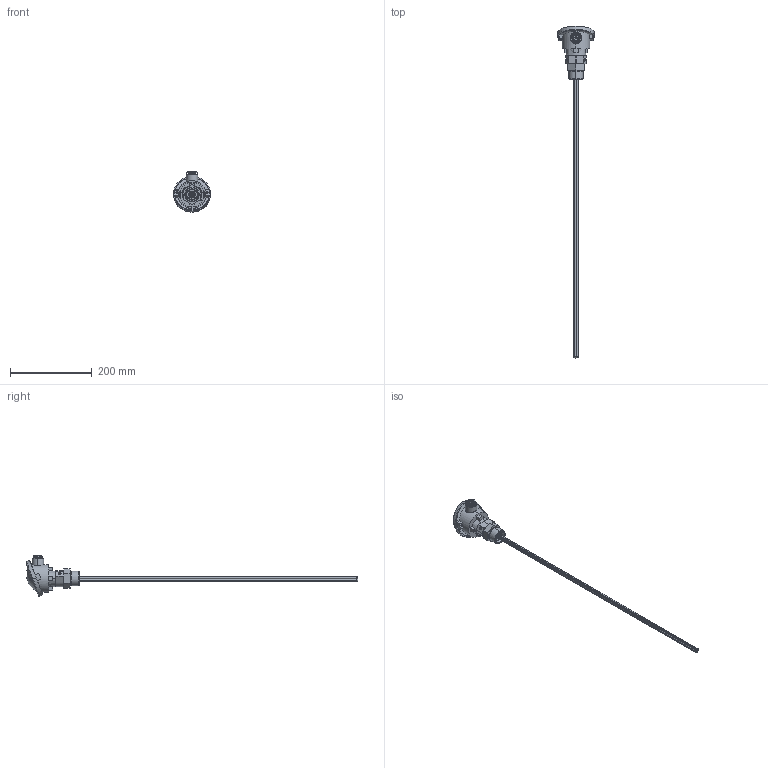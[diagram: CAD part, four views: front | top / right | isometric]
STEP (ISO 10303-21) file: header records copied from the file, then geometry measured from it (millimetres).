
FILE_DESCRIPTION (( 'STEP AP214' ), '1' );
FILE_NAME ('13-2003-SW41.STEP', '2023-10-12T07:42:46', ( '' ), ( '' ), 'SwSTEP 2.0', 'SolidWorks 2022', '' );
FILE_SCHEMA (( 'AUTOMOTIVE_DESIGN' ));
Length unit declared in the file: millimetre
Products named in the file (31): 22-0503-1053-01; Anschlusskopf_Form_A_Kopf; Scheibe_M5_Kopf; 22-0000-1018-01-1; DIN 84 M3 x 30 A4  3fach; 22-2003-1101-06; Kabelverschaubung_M20x15_Gummi; Kopfeinsatz_Mutter; body^Anschlusskopf_Form_A; Kopfeinsatz_Deckel; Montageplatte_3fach; Luesterklemme-1-1; Luesterklemme_BG-1; socket set screw cone point_din_DIN 914 - M5 x 6-C; 23-0102-35_23-0102-35-0738; Schraube_M5_Kopf; 22-2003-1103-02; Cover^Anschlusskopf_Form_A; 13-2003-SW41; 22-1104-0503_NL700; plot3; Kopfeinsatz_Quetschring; Schraube_M3-1-1; 22-2003-0102-01; Luesterklemme_BG-2; Anschlusskopf_Form_A; DIN 84 M3 x 30 A4; slotted pan head screw_din_DIN EN ISO 1580 - M4 x 16 - 16C; Kopfeinsatz_Dichtring_Deckel; Einschub-1-1; slotted pan head screw_din_DIN EN ISO 1580 - M4 x 8 - 8C
Assembly tree (50 placements, depth 4):
  13-2003-SW41
    22-2003-1101-06
    Anschlusskopf_Form_A
      body^Anschlusskopf_Form_A
        Anschlusskopf_Form_A_Kopf
        Kabelverschaubung_M20x15_Gummi
        Kopfeinsatz_Mutter
        Kopfeinsatz_Quetschring
        socket set screw cone point_din_DIN 914 - M5 x 6-C  x2
      Cover^Anschlusskopf_Form_A
        Kopfeinsatz_Dichtring_Deckel
        Kopfeinsatz_Deckel
        Schraube_M5_Kopf  x2
        Scheibe_M5_Kopf  x2
    Montageplatte_3fach
      Luesterklemme_BG-1
        Luesterklemme-1-1
        Einschub-1-1  x2
        Schraube_M3-1-1  x4
      Luesterklemme_BG-2
        Luesterklemme-1-1
        Einschub-1-1  x2
        Schraube_M3-1-1  x4
      22-0000-1018-01-1
      slotted pan head screw_din_DIN EN ISO 1580 - M4 x 16 - 16C  x2
      slotted pan head screw_din_DIN EN ISO 1580 - M4 x 8 - 8C  x2
    23-0102-35_23-0102-35-0738  x2
    22-1104-0503_NL700  x3
    plot3
    DIN 84 M3 x 30 A4
    DIN 84 M3 x 30 A4  3fach  x2
    22-2003-0102-01
    22-2003-1103-02
    22-0503-1053-01
Bounding box: 90 x 811.03 x 98.48 mm (x, y, z)
Volume: 135721.1 mm3; surface area: 176173 mm2
Topology: 43 solids, 45 shells, 821 faces, 1969 edges, 1263 vertices
Faces by surface type: cylinder 359, plane 328, cone 82, torus 31, sphere 19, bspline 2
Entity records: 18913 total; most frequent: CARTESIAN_POINT 4272, DIRECTION 2923, ORIENTED_EDGE 2582, EDGE_CURVE 1292, AXIS2_PLACEMENT_3D 1176, VERTEX_POINT 836, EDGE_LOOP 681, CIRCLE 577
